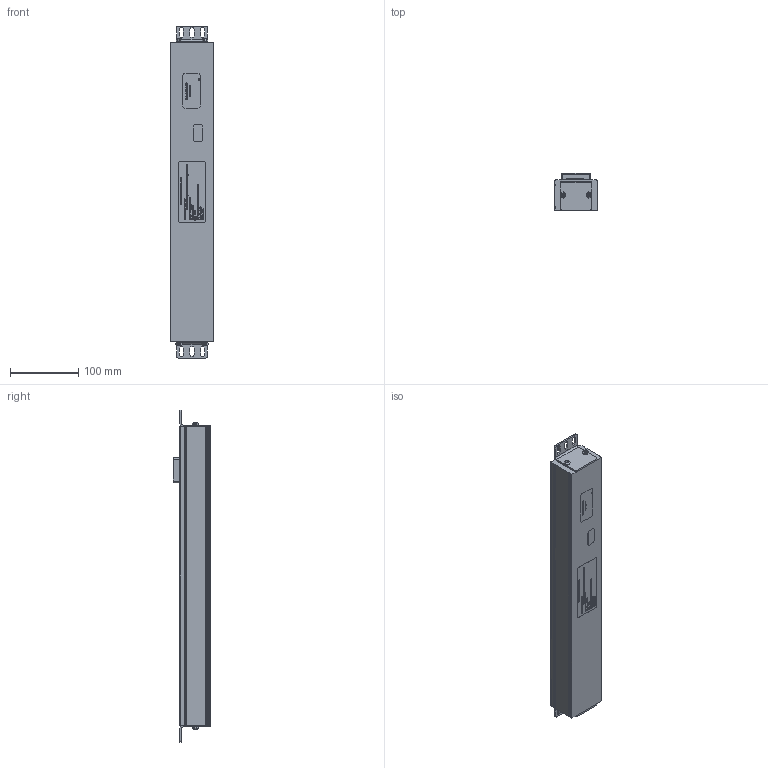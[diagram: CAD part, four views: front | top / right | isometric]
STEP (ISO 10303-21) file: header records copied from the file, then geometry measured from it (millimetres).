
FILE_DESCRIPTION (( 'STEP AP214' ), '1' );
FILE_NAME ('1102-032-2-E.STEP', '2019-01-25T20:10:51', ( '' ), ( '' ), 'SwSTEP 2.0', 'SolidWorks 2018', '' );
FILE_SCHEMA (( 'AUTOMOTIVE_DESIGN' ));
Length unit declared in the file: inch
Products named in the file (20): 1102-032-2_body^1102-032-2; 2003-1052; 2003-4044; 2003-2602; 1102-032-2-E; SCREW^1102-032-2; 1102-032-1_Bracket^1102-032-2; 1102-032-1_switch cover^1102-032-2; SCREW^1102-032-2_96710A584
Assembly tree (15 placements, depth 2):
  1102-032-2_body^1102-032-2
  2003-1052
  2003-4044
  2003-2602
  1102-032-2-E
    SCREW^1102-032-2
    SCREW^1102-032-2
    SCREW^1102-032-2
    SCREW^1102-032-2
Bounding box: 61.98 x 54.56 x 487.43 mm (x, y, z)
Volume: 1179190.6 mm3; surface area: 179807.6 mm2
Topology: 12 solids, 12 shells, 4576 faces, 12388 edges, 8188 vertices
Faces by surface type: plane 2349, bspline 1451, cylinder 656, cone 96, torus 24
Entity records: 251885 total; most frequent: CARTESIAN_POINT 110209, ORIENTED_EDGE 22008, DIRECTION 13623, EDGE_CURVE 11004, VECTOR 7469, LINE 7469, VERTEX_POINT 7320, EDGE_LOOP 4468
